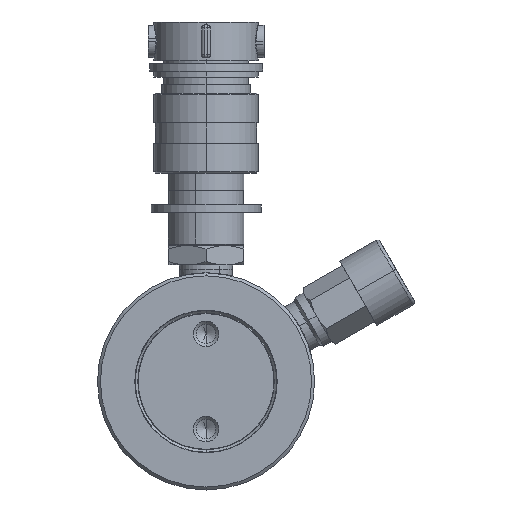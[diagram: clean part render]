
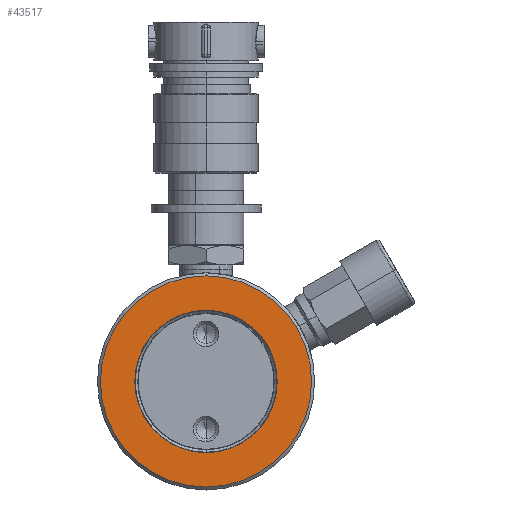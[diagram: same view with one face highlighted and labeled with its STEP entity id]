
A CAD part, front view. The second image highlights one B-rep face of the part: STEP entity #43517.
In plain terms, the highlighted planar face has unit normal (0, -1, 0).
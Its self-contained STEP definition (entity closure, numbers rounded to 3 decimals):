
#741 = VERTEX_POINT ( 'NONE', #57631 ) ;
#792 = EDGE_CURVE ( 'NONE', #44181, #741, #49482, .T. ) ;
#957 = CARTESIAN_POINT ( 'NONE',  ( 0., 0., 0. ) ) ;
#4949 = EDGE_CURVE ( 'NONE', #21609, #43595, #11898, .T. ) ;
#7535 = AXIS2_PLACEMENT_3D ( 'NONE', #50632, #20397, #55578 ) ;
#8163 = ORIENTED_EDGE ( 'NONE', *, *, #792, .T. ) ;
#9737 = DIRECTION ( 'NONE',  ( 0., 0., 1. ) ) ;
#9894 = ORIENTED_EDGE ( 'NONE', *, *, #54431, .T. ) ;
#10720 = DIRECTION ( 'NONE',  ( 0., 1., 0. ) ) ;
#11898 = CIRCLE ( 'NONE', #62427, 23.95 ) ;
#15522 = CARTESIAN_POINT ( 'NONE',  ( -22.95, 0., 0. ) ) ;
#17835 = ORIENTED_EDGE ( 'NONE', *, *, #56079, .T. ) ;
#20322 = PLANE ( 'NONE',  #49732 ) ;
#20397 = DIRECTION ( 'NONE',  ( 0., 1., 0. ) ) ;
#20536 = DIRECTION ( 'NONE',  ( 0., 0., 1. ) ) ;
#21609 = VERTEX_POINT ( 'NONE', #32042 ) ;
#21802 = FACE_BOUND ( 'NONE', #26614, .T. ) ;
#26614 = EDGE_LOOP ( 'NONE', ( #32518, #9894 ) ) ;
#27905 = EDGE_LOOP ( 'NONE', ( #17835, #8163 ) ) ;
#28234 = CARTESIAN_POINT ( 'NONE',  ( 0., 0., 0. ) ) ;
#32042 = CARTESIAN_POINT ( 'NONE',  ( 0., 0., -23.95 ) ) ;
#32518 = ORIENTED_EDGE ( 'NONE', *, *, #4949, .T. ) ;
#33341 = DIRECTION ( 'NONE',  ( 0., 0., 1. ) ) ;
#36003 = CIRCLE ( 'NONE', #44584, 35.5 ) ;
#40810 = DIRECTION ( 'NONE',  ( 0., 0., 1. ) ) ;
#42386 = DIRECTION ( 'NONE',  ( 0., -1., 0. ) ) ;
#42831 = CARTESIAN_POINT ( 'NONE',  ( 0., 0., 0. ) ) ;
#43517 = ADVANCED_FACE ( 'NONE', ( #21802, #60241 ), #20322, .F. ) ;
#43595 = VERTEX_POINT ( 'NONE', #62260 ) ;
#44181 = VERTEX_POINT ( 'NONE', #55512 ) ;
#44584 = AXIS2_PLACEMENT_3D ( 'NONE', #28234, #63266, #33341 ) ;
#49432 = AXIS2_PLACEMENT_3D ( 'NONE', #42831, #42386, #40810 ) ;
#49482 = CIRCLE ( 'NONE', #49432, 35.5 ) ;
#49732 = AXIS2_PLACEMENT_3D ( 'NONE', #15522, #50775, #20536 ) ;
#50632 = CARTESIAN_POINT ( 'NONE',  ( 0., 0., 0. ) ) ;
#50775 = DIRECTION ( 'NONE',  ( 0., 1., 0. ) ) ;
#53574 = CIRCLE ( 'NONE', #7535, 23.95 ) ;
#54431 = EDGE_CURVE ( 'NONE', #43595, #21609, #53574, .T. ) ;
#55512 = CARTESIAN_POINT ( 'NONE',  ( 0., 0., -35.5 ) ) ;
#55578 = DIRECTION ( 'NONE',  ( 0., 0., 1. ) ) ;
#56079 = EDGE_CURVE ( 'NONE', #741, #44181, #36003, .T. ) ;
#57631 = CARTESIAN_POINT ( 'NONE',  ( 0., 0., 35.5 ) ) ;
#60241 = FACE_OUTER_BOUND ( 'NONE', #27905, .T. ) ;
#62260 = CARTESIAN_POINT ( 'NONE',  ( 0., 0., 23.95 ) ) ;
#62427 = AXIS2_PLACEMENT_3D ( 'NONE', #957, #10720, #9737 ) ;
#63266 = DIRECTION ( 'NONE',  ( 0., -1., 0. ) ) ;
